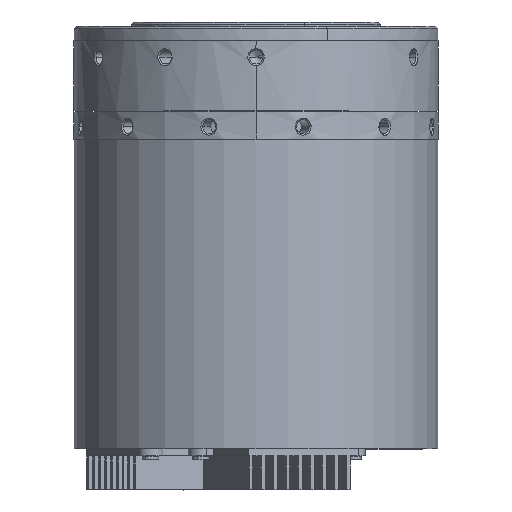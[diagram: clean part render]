
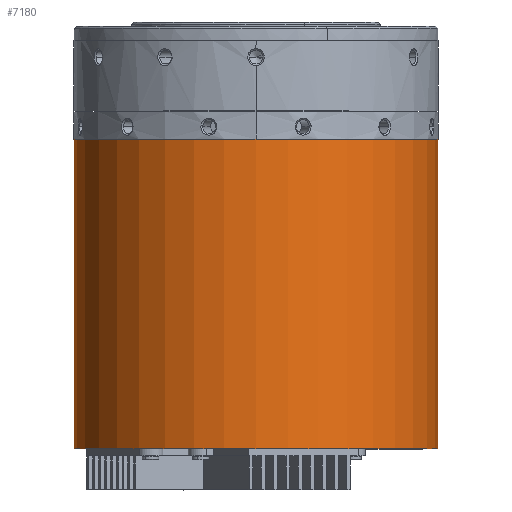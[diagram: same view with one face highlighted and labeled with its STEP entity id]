
A CAD part, top view. The second image highlights one B-rep face of the part: STEP entity #7180.
In plain terms, the highlighted cylindrical face has radius 43.9 mm (diameter 87.8 mm), a partial arc.
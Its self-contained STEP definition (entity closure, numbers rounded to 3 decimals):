
#65 = EDGE_CURVE ( 'NONE', #14290, #7254, #1709, .T. ) ;
#736 = ORIENTED_EDGE ( 'NONE', *, *, #65, .F. ) ;
#1332 = VECTOR ( 'NONE', #6839, 1000. ) ;
#1435 = ORIENTED_EDGE ( 'NONE', *, *, #7596, .T. ) ;
#1599 = EDGE_LOOP ( 'NONE', ( #8017, #736, #1435, #10978 ) ) ;
#1709 = CIRCLE ( 'NONE', #11587, 43.9 ) ;
#1711 = LINE ( 'NONE', #10499, #1332 ) ;
#3566 = VERTEX_POINT ( 'NONE', #7599 ) ;
#3625 = CARTESIAN_POINT ( 'NONE',  ( -43.9, 1., 0. ) ) ;
#3925 = AXIS2_PLACEMENT_3D ( 'NONE', #5385, #13026, #14087 ) ;
#4265 = CARTESIAN_POINT ( 'NONE',  ( 0., 1., 0. ) ) ;
#4946 = DIRECTION ( 'NONE',  ( 0., -1., 0. ) ) ;
#5385 = CARTESIAN_POINT ( 'NONE',  ( 0., -45.5, 0. ) ) ;
#6839 = DIRECTION ( 'NONE',  ( 0., 1., 0. ) ) ;
#6850 = CARTESIAN_POINT ( 'NONE',  ( 43.9, -73.7, 0. ) ) ;
#7180 = ADVANCED_FACE ( 'NONE', ( #8075 ), #14418, .T. ) ;
#7242 = DIRECTION ( 'NONE',  ( 0., 1., 0. ) ) ;
#7254 = VERTEX_POINT ( 'NONE', #7332 ) ;
#7332 = CARTESIAN_POINT ( 'NONE',  ( -43.9, -73.7, 0. ) ) ;
#7344 = CARTESIAN_POINT ( 'NONE',  ( -43.9, -45.5, 0. ) ) ;
#7596 = EDGE_CURVE ( 'NONE', #14290, #3566, #1711, .T. ) ;
#7599 = CARTESIAN_POINT ( 'NONE',  ( 43.9, 1., 0. ) ) ;
#8017 = ORIENTED_EDGE ( 'NONE', *, *, #14010, .F. ) ;
#8075 = FACE_OUTER_BOUND ( 'NONE', #1599, .T. ) ;
#8718 = LINE ( 'NONE', #7344, #9448 ) ;
#9448 = VECTOR ( 'NONE', #14826, 1000. ) ;
#10258 = AXIS2_PLACEMENT_3D ( 'NONE', #4265, #7242, #12962 ) ;
#10499 = CARTESIAN_POINT ( 'NONE',  ( 43.9, -45.5, 0. ) ) ;
#10525 = CIRCLE ( 'NONE', #10258, 43.9 ) ;
#10978 = ORIENTED_EDGE ( 'NONE', *, *, #15408, .F. ) ;
#11587 = AXIS2_PLACEMENT_3D ( 'NONE', #12432, #4946, #13804 ) ;
#11597 = VERTEX_POINT ( 'NONE', #3625 ) ;
#12432 = CARTESIAN_POINT ( 'NONE',  ( 0., -73.7, 0. ) ) ;
#12962 = DIRECTION ( 'NONE',  ( 1., 0., 0. ) ) ;
#13026 = DIRECTION ( 'NONE',  ( 0., 1., 0. ) ) ;
#13804 = DIRECTION ( 'NONE',  ( 0., 0., -1. ) ) ;
#14010 = EDGE_CURVE ( 'NONE', #7254, #11597, #8718, .T. ) ;
#14087 = DIRECTION ( 'NONE',  ( 1., 0., 0. ) ) ;
#14290 = VERTEX_POINT ( 'NONE', #6850 ) ;
#14418 = CYLINDRICAL_SURFACE ( 'NONE', #3925, 43.9 ) ;
#14826 = DIRECTION ( 'NONE',  ( 0., 1., 0. ) ) ;
#15408 = EDGE_CURVE ( 'NONE', #11597, #3566, #10525, .T. ) ;
